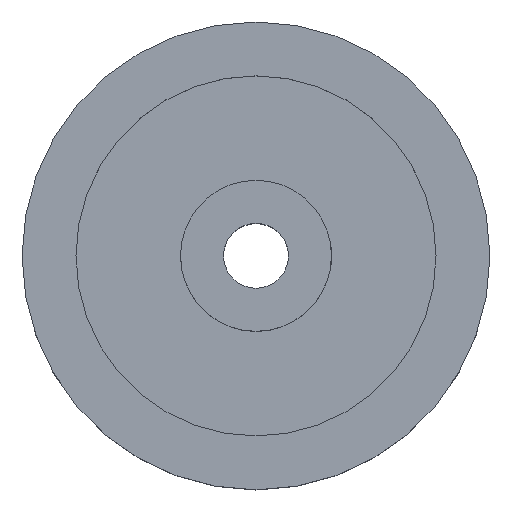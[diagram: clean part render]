
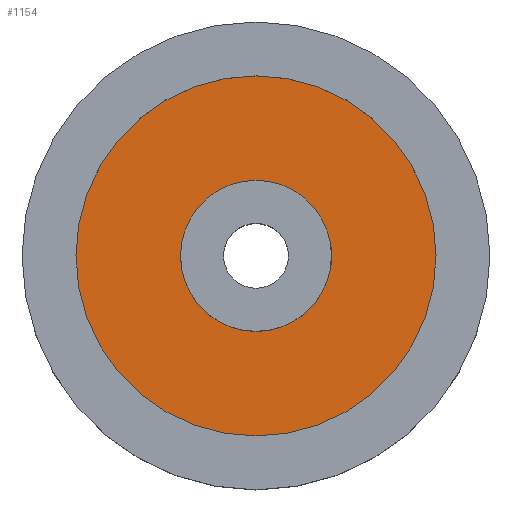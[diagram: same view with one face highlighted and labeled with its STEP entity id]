
A CAD part, top view. The second image highlights one B-rep face of the part: STEP entity #1154.
In plain terms, the highlighted planar face has unit normal (0, 0, 1).
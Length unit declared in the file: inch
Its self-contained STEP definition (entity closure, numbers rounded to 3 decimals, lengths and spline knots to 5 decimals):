
#305=CARTESIAN_POINT('',(0.,0.,0.075));
#306=DIRECTION('',(0.,0.,1.));
#307=DIRECTION('',(0.,1.,0.));
#308=AXIS2_PLACEMENT_3D('',#305,#306,#307);
#314=CARTESIAN_POINT('',(0.,0.,0.075));
#315=DIRECTION('',(0.,0.,-1.));
#316=DIRECTION('',(0.,1.,0.));
#317=AXIS2_PLACEMENT_3D('',#314,#315,#316);
#323=CARTESIAN_POINT('',(0.,0.,0.075));
#324=DIRECTION('',(0.,0.,1.));
#325=DIRECTION('',(0.,1.,0.));
#326=AXIS2_PLACEMENT_3D('',#323,#324,#325);
#328=CARTESIAN_POINT('',(0.,0.,0.075));
#329=DIRECTION('',(0.,0.,-1.));
#330=DIRECTION('',(0.,1.,0.));
#331=AXIS2_PLACEMENT_3D('',#328,#329,#330);
#631=CARTESIAN_POINT('',(0.,0.4375,0.075));
#632=CARTESIAN_POINT('',(0.,-0.4375,0.075));
#633=VERTEX_POINT('',#631);
#634=VERTEX_POINT('',#632);
#635=CARTESIAN_POINT('',(0.,1.043,0.075));
#636=CARTESIAN_POINT('',(0.,-1.043,0.075));
#637=VERTEX_POINT('',#635);
#638=VERTEX_POINT('',#636);
#1139=CARTESIAN_POINT('',(0.,0.,0.075));
#1140=DIRECTION('',(0.,0.,1.));
#1141=DIRECTION('',(0.,1.,0.));
#1142=AXIS2_PLACEMENT_3D('',#1139,#1140,#1141);
#1143=PLANE('',#1142);
#1144=ORIENTED_EDGE('',*,*,#1133,.T.);
#1145=ORIENTED_EDGE('',*,*,#1119,.F.);
#1146=EDGE_LOOP('',(#1144,#1145));
#1147=FACE_OUTER_BOUND('',#1146,.F.);
#1149=ORIENTED_EDGE('',*,*,#1148,.T.);
#1151=ORIENTED_EDGE('',*,*,#1150,.F.);
#1152=EDGE_LOOP('',(#1149,#1151));
#1153=FACE_BOUND('',#1152,.F.);
#1154=ADVANCED_FACE('',(#1147,#1153),#1143,.T.);
#309=CIRCLE('',#308,1.043);
#318=CIRCLE('',#317,1.043);
#327=CIRCLE('',#326,0.4375);
#332=CIRCLE('',#331,0.4375);
#1119=EDGE_CURVE('',#637,#638,#309,.T.);
#1133=EDGE_CURVE('',#637,#638,#318,.T.);
#1148=EDGE_CURVE('',#633,#634,#327,.T.);
#1150=EDGE_CURVE('',#633,#634,#332,.T.);
